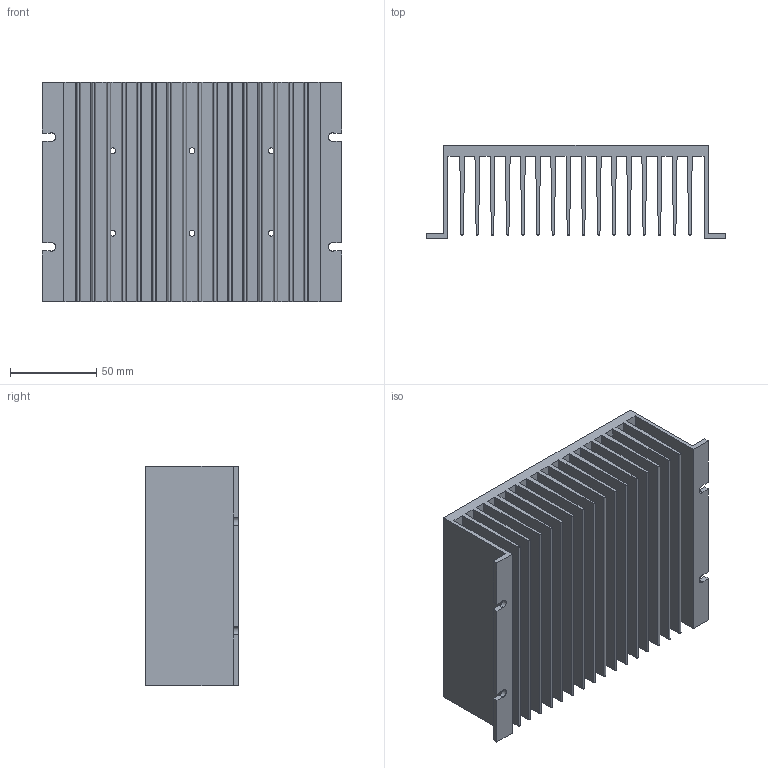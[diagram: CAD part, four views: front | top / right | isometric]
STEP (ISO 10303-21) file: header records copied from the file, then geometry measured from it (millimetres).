
FILE_DESCRIPTION (( 'STEP AP214' ), '1' );
FILE_NAME ('107529.STEP', '2014-03-10T23:28:25', ( 'cst' ), ( '' ), 'SwSTEP 2.0', 'SolidWorks 2013', '' );
FILE_SCHEMA (( 'AUTOMOTIVE_DESIGN' ));
Length unit declared in the file: inch
Products named in the file (1): 107529
Bounding box: 173.23 x 53.85 x 127 mm (x, y, z)
Volume: 347433.2 mm3; surface area: 256731.5 mm2
Topology: 1 solids, 1 shells, 150 faces, 456 edges, 304 vertices
Faces by surface type: plane 74, cylinder 72, cone 4
Entity records: 5265 total; most frequent: CARTESIAN_POINT 979, ORIENTED_EDGE 912, DIRECTION 898, EDGE_CURVE 456, VERTEX_POINT 304, AXIS2_PLACEMENT_3D 303, LINE 292, VECTOR 292
